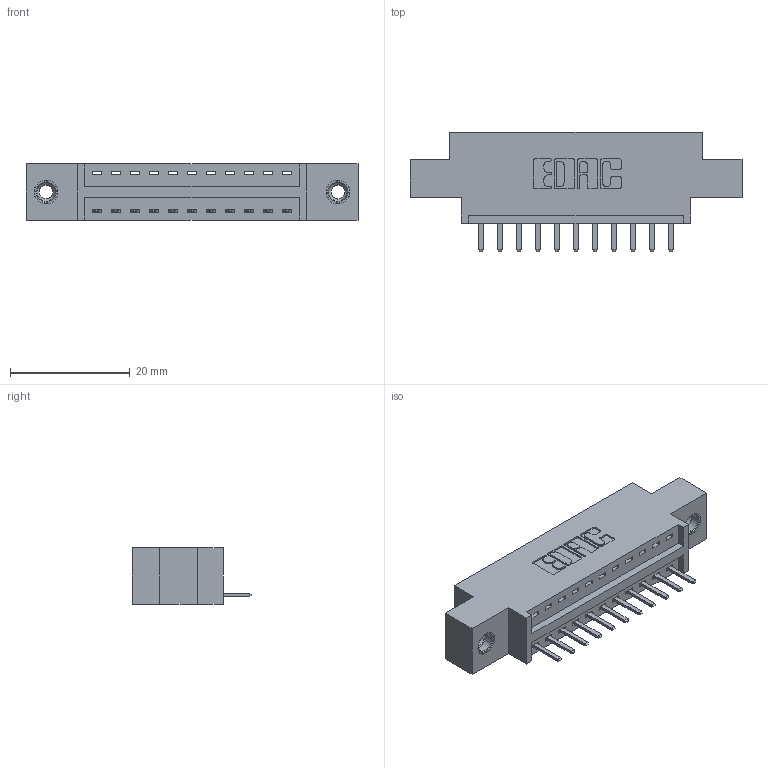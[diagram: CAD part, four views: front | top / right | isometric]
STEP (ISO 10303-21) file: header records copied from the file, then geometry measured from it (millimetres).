
FILE_DESCRIPTION (( 'STEP AP203' ), '1' );
FILE_NAME ('396-011-520-608.STEP', '2018-08-31T04:19:47', ( '' ), ( '' ), 'SwSTEP 2.0', 'SolidWorks 2016', '' );
FILE_SCHEMA (( 'CONFIG_CONTROL_DESIGN' ));
Length unit declared in the file: inch
Products named in the file (4): 345-250-001_345-250-003-102; 396-011-520-608; 346 Part_0.170 Offset - 0.156 Dia-TI; 345-292-001_345-293-120
Assembly tree (14 placements, depth 2):
  396-011-520-608
    346 Part_0.170 Offset - 0.156 Dia-TI
    345-292-001_345-293-120  x11
    345-250-001_345-250-003-102  x2
Bounding box: 55.5 x 20.02 x 9.4 mm (x, y, z)
Volume: 4906.1 mm3; surface area: 5874 mm2
Topology: 14 solids, 14 shells, 868 faces, 2501 edges, 1630 vertices
Faces by surface type: plane 574, cylinder 278, cone 12, torus 4
Entity records: 12432 total; most frequent: CARTESIAN_POINT 2136, ORIENTED_EDGE 2062, DIRECTION 1935, EDGE_CURVE 1031, LINE 831, VECTOR 831, VERTEX_POINT 680, AXIS2_PLACEMENT_3D 552
